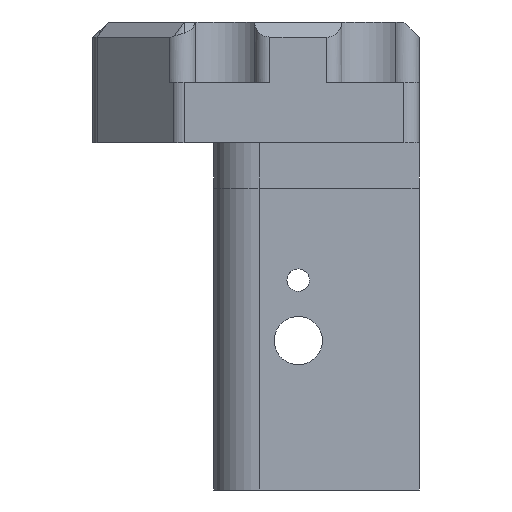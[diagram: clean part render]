
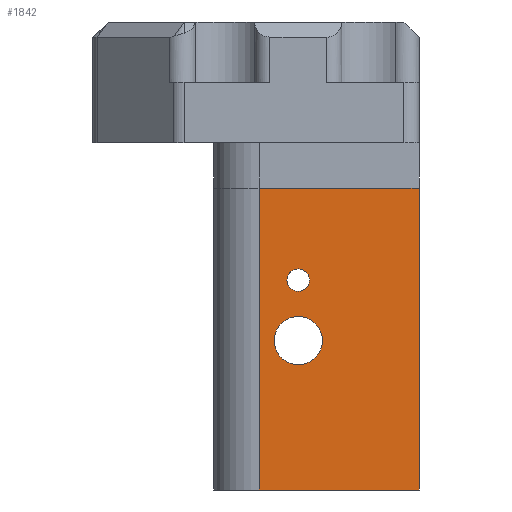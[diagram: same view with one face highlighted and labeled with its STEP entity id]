
A CAD part, front view. The second image highlights one B-rep face of the part: STEP entity #1842.
In plain terms, the highlighted planar face has unit normal (0, -1, 0).
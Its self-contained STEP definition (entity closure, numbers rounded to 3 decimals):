
#39=FACE_BOUND('',#304,.T.);
#40=FACE_BOUND('',#305,.T.);
#76=PLANE('',#2005);
#192=FACE_OUTER_BOUND('',#303,.T.);
#303=EDGE_LOOP('',(#1680,#1681,#1682,#1683));
#304=EDGE_LOOP('',(#1684));
#305=EDGE_LOOP('',(#1685));
#436=CIRCLE('',#1994,0.75);
#440=CIRCLE('',#2002,1.6);
#551=LINE('',#5663,#683);
#567=LINE('',#5783,#699);
#572=LINE('',#5807,#704);
#573=LINE('',#5810,#705);
#683=VECTOR('',#2363,10.);
#699=VECTOR('',#2397,10.);
#704=VECTOR('',#2430,10.);
#705=VECTOR('',#2435,10.);
#854=VERTEX_POINT('',#5661);
#855=VERTEX_POINT('',#5662);
#873=VERTEX_POINT('',#5781);
#875=VERTEX_POINT('',#5791);
#877=VERTEX_POINT('',#5802);
#878=VERTEX_POINT('',#5806);
#1113=EDGE_CURVE('',#854,#855,#551,.T.);
#1137=EDGE_CURVE('',#873,#855,#567,.T.);
#1141=EDGE_CURVE('',#875,#875,#436,.T.);
#1146=EDGE_CURVE('',#877,#877,#440,.T.);
#1148=EDGE_CURVE('',#878,#854,#572,.T.);
#1150=EDGE_CURVE('',#873,#878,#573,.T.);
#1680=ORIENTED_EDGE('',*,*,#1113,.T.);
#1681=ORIENTED_EDGE('',*,*,#1137,.F.);
#1682=ORIENTED_EDGE('',*,*,#1150,.T.);
#1683=ORIENTED_EDGE('',*,*,#1148,.T.);
#1684=ORIENTED_EDGE('',*,*,#1141,.T.);
#1685=ORIENTED_EDGE('',*,*,#1146,.T.);
#1842=ADVANCED_FACE('',(#192,#39,#40),#76,.T.);
#1994=AXIS2_PLACEMENT_3D('',#5792,#2408,#2409);
#2002=AXIS2_PLACEMENT_3D('',#5803,#2425,#2426);
#2005=AXIS2_PLACEMENT_3D('',#5809,#2433,#2434);
#2363=DIRECTION('',(1.,0.,0.));
#2397=DIRECTION('',(0.,0.,-1.));
#2408=DIRECTION('center_axis',(0.,1.,0.));
#2409=DIRECTION('ref_axis',(1.,0.,0.));
#2425=DIRECTION('center_axis',(0.,1.,0.));
#2426=DIRECTION('ref_axis',(1.,0.,0.));
#2430=DIRECTION('',(0.,0.,-1.));
#2433=DIRECTION('center_axis',(0.,-1.,0.));
#2434=DIRECTION('ref_axis',(-1.,0.,0.));
#2435=DIRECTION('',(-1.,0.,0.));
#5661=CARTESIAN_POINT('',(86.007,-65.229,40.612));
#5662=CARTESIAN_POINT('',(96.603,-65.229,40.612));
#5663=CARTESIAN_POINT('',(93.204,-65.229,40.612));
#5781=CARTESIAN_POINT('',(96.603,-65.229,60.612));
#5783=CARTESIAN_POINT('',(96.603,-65.229,60.612));
#5791=CARTESIAN_POINT('',(87.853,-65.229,54.512));
#5792=CARTESIAN_POINT('Origin',(88.603,-65.229,54.512));
#5802=CARTESIAN_POINT('',(87.003,-65.229,50.512));
#5803=CARTESIAN_POINT('Origin',(88.603,-65.229,50.512));
#5806=CARTESIAN_POINT('',(86.007,-65.229,60.612));
#5807=CARTESIAN_POINT('',(86.007,-65.229,60.612));
#5809=CARTESIAN_POINT('Origin',(96.603,-65.229,60.612));
#5810=CARTESIAN_POINT('',(96.603,-65.229,60.612));
